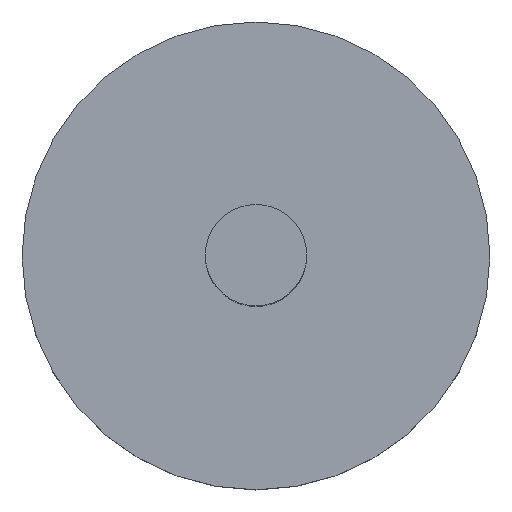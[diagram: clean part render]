
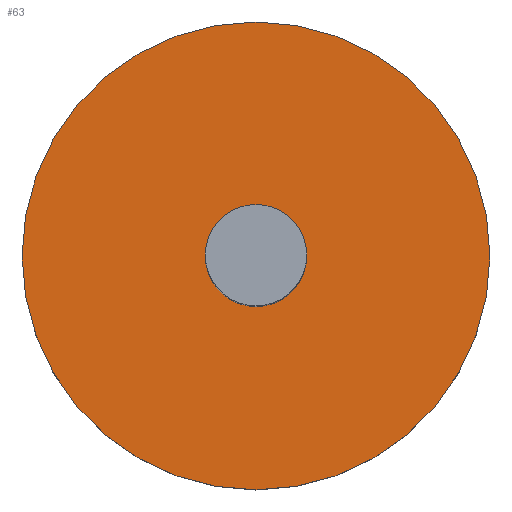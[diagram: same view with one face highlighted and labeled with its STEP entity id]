
A CAD part, top view. The second image highlights one B-rep face of the part: STEP entity #63.
In plain terms, the highlighted planar face has unit normal (0, 0, 1).
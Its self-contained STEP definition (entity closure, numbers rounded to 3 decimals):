
#21=FACE_BOUND('',#29,.T.);
#23=FACE_OUTER_BOUND('',#28,.T.);
#28=EDGE_LOOP('',(#48));
#29=EDGE_LOOP('',(#49));
#34=CIRCLE('',#84,6.);
#35=CIRCLE('',#85,1.3);
#38=VERTEX_POINT('',#117);
#39=VERTEX_POINT('',#119);
#42=EDGE_CURVE('',#38,#38,#34,.F.);
#43=EDGE_CURVE('',#39,#39,#35,.T.);
#48=ORIENTED_EDGE('',*,*,#42,.F.);
#49=ORIENTED_EDGE('',*,*,#43,.T.);
#60=PLANE('',#83);
#63=ADVANCED_FACE('',(#23,#21),#60,.F.);
#83=AXIS2_PLACEMENT_3D('',#116,#96,#97);
#84=AXIS2_PLACEMENT_3D('',#118,#98,#99);
#85=AXIS2_PLACEMENT_3D('',#120,#100,#101);
#96=DIRECTION('center_axis',(0.,0.,
-1.));
#97=DIRECTION('ref_axis',(1.,0.,0.));
#98=DIRECTION('center_axis',(0.,0.,
1.));
#99=DIRECTION('ref_axis',(1.,0.,0.));
#100=DIRECTION('center_axis',(0.,0.,
-1.));
#101=DIRECTION('ref_axis',(-1.,0.,0.));
#116=CARTESIAN_POINT('Origin',(11.69,36.157,4.));
#117=CARTESIAN_POINT('',(5.69,36.157,4.));
#118=CARTESIAN_POINT('Origin',(11.69,36.157,4.));
#119=CARTESIAN_POINT('',(12.99,36.157,4.));
#120=CARTESIAN_POINT('Origin',(11.69,36.157,4.));
